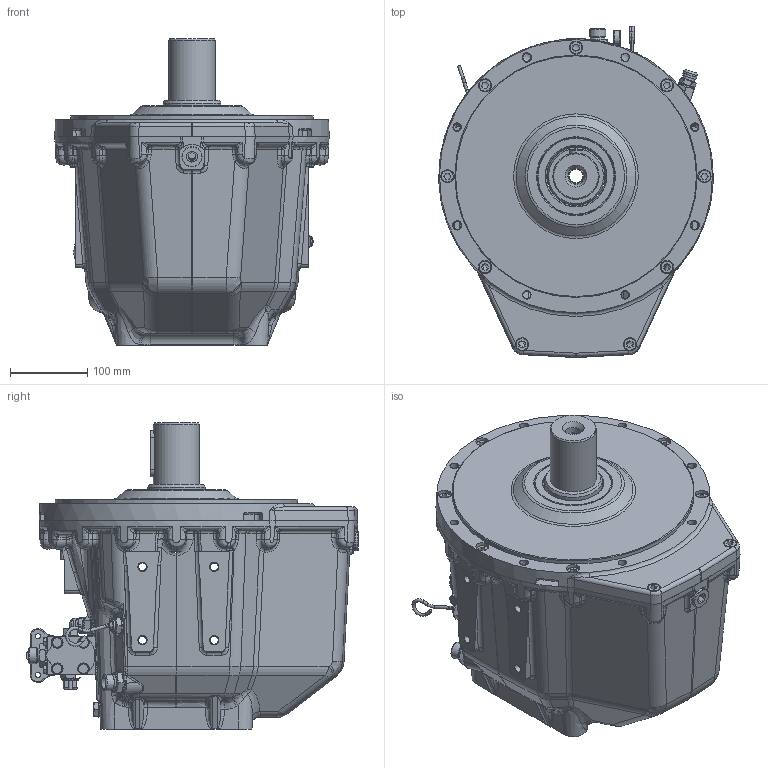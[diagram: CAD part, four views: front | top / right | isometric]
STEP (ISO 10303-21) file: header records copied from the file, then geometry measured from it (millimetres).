
FILE_DESCRIPTION (( 'STEP AP214' ), '1' );
FILE_NAME ('ITIP120MT00101.STEP', '2017-10-06T09:34:32', ( 'utente' ), ( 'Hewlett-Packard Company' ), 'SwSTEP 2.0', 'SolidWorks 2015', '' );
FILE_SCHEMA (( 'AUTOMOTIVE_DESIGN' ));
Length unit declared in the file: millimetre
Products named in the file (1): ITIP120MT00101
Bounding box: 355.96 x 430.5 x 397.4 mm (x, y, z)
Surface area: 769635.8 mm2 (no closed solid volume)
Topology: 0 solids, 126 shells, 2142 faces, 6336 edges, 4223 vertices
Faces by surface type: plane 657, cylinder 570, bspline 542, torus 165, cone 143, sphere 65
Full cylindrical faces by diameter (mm): 2 x1, 3.5 x2, 4 x3, 6.2 x2, 6.8 x5, 7.5 x1, 8.5 x6, 10 x2, 10.2 x8, 11 x8, 12 x7, 13 x4, 13.766 x1, 14 x1, 14.5 x1, 15 x8, 16 x2, 16.3 x1, 17 x9, 17.5 x5, 18.3 x1, 18.539 x1, 19.6 x1, 20 x3, 20.955 x2, 21 x1, 21.936 x1, 22 x5, 23.713 x1, 23.8 x1
Entity records: 118957 total; most frequent: CARTESIAN_POINT 44984, ORIENTED_EDGE 10232, DIRECTION 9342, EDGE_CURVE 6059, VERTEX_POINT 4170, AXIS2_PLACEMENT_3D 3638, EDGE_LOOP 2622, FACE_OUTER_BOUND 2293
